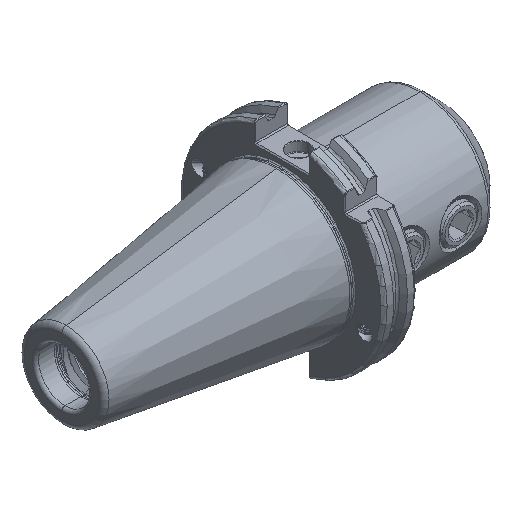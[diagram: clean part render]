
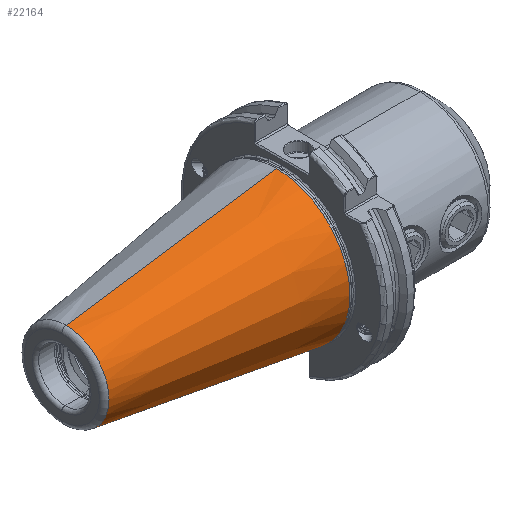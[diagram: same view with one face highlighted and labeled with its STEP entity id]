
A CAD part, isometric view. The second image highlights one B-rep face of the part: STEP entity #22164.
In plain terms, the highlighted conical face has half-angle 8.297 degrees and reference radius 35.392 mm.
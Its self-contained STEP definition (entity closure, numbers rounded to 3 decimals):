
#689 = EDGE_LOOP ( 'NONE', ( #35329, #35247, #35248, #35249, #35267 ) ) ;
#937 = LINE ( 'NONE', #36376, #967 ) ;
#960 = CIRCLE ( 'NONE', #1427, 35.027 ) ;
#967 = VECTOR ( 'NONE', #36357, 1000. ) ;
#1055 = CIRCLE ( 'NONE', #1440, 20.399 ) ;
#1072 = CIRCLE ( 'NONE', #1417, 35.027 ) ;
#1387 = EDGE_CURVE ( 'NONE', #14736, #14708, #960, .T. ) ;
#1393 = EDGE_CURVE ( 'NONE', #14668, #14701, #937, .T. ) ;
#1417 = AXIS2_PLACEMENT_3D ( 'NONE', #33848, #33809, #33829 ) ;
#1427 = AXIS2_PLACEMENT_3D ( 'NONE', #36351, #36378, #36353 ) ;
#1440 = AXIS2_PLACEMENT_3D ( 'NONE', #33994, #33982, #33984 ) ;
#1874 = DIRECTION ( 'NONE',  ( 0.99, 0., 0.144 ) ) ;
#1902 = VECTOR ( 'NONE', #1874, 1000. ) ;
#1925 = LINE ( 'NONE', #1926, #1902 ) ;
#1926 = CARTESIAN_POINT ( 'NONE',  ( 0., 0., 35.392 ) ) ;
#3371 = AXIS2_PLACEMENT_3D ( 'NONE', #25082, #25059, #25073 ) ;
#14668 = VERTEX_POINT ( 'NONE', #36512 ) ;
#14682 = VERTEX_POINT ( 'NONE', #36504 ) ;
#14701 = VERTEX_POINT ( 'NONE', #36569 ) ;
#14708 = VERTEX_POINT ( 'NONE', #36564 ) ;
#14736 = VERTEX_POINT ( 'NONE', #35408 ) ;
#15252 = EDGE_CURVE ( 'NONE', #14708, #14701, #1072, .T. ) ;
#15268 = EDGE_CURVE ( 'NONE', #14682, #14668, #1055, .T. ) ;
#22164 = ADVANCED_FACE ( 'NONE', ( #29310 ), #29321, .T. ) ;
#25059 = DIRECTION ( 'NONE',  ( 1., 0., 0. ) ) ;
#25073 = DIRECTION ( 'NONE',  ( 0., 0., -1. ) ) ;
#25082 = CARTESIAN_POINT ( 'NONE',  ( 0., 0., 0. ) ) ;
#29310 = FACE_OUTER_BOUND ( 'NONE', #689, .T. ) ;
#29321 = CONICAL_SURFACE ( 'NONE', #3371, 35.392, 0.145 ) ;
#31751 = EDGE_CURVE ( 'NONE', #14682, #14736, #1925, .T. ) ;
#33809 = DIRECTION ( 'NONE',  ( 1., 0., 0. ) ) ;
#33829 = DIRECTION ( 'NONE',  ( 0., 1., 0. ) ) ;
#33848 = CARTESIAN_POINT ( 'NONE',  ( -2.5, 0., 0. ) ) ;
#33982 = DIRECTION ( 'NONE',  ( 1., 0., 0. ) ) ;
#33984 = DIRECTION ( 'NONE',  ( 0., 0., 1. ) ) ;
#33994 = CARTESIAN_POINT ( 'NONE',  ( -102.811, 0., 0. ) ) ;
#35247 = ORIENTED_EDGE ( 'NONE', *, *, #15268, .T. ) ;
#35248 = ORIENTED_EDGE ( 'NONE', *, *, #1393, .T. ) ;
#35249 = ORIENTED_EDGE ( 'NONE', *, *, #15252, .F. ) ;
#35267 = ORIENTED_EDGE ( 'NONE', *, *, #1387, .F. ) ;
#35329 = ORIENTED_EDGE ( 'NONE', *, *, #31751, .F. ) ;
#35408 = CARTESIAN_POINT ( 'NONE',  ( -2.5, 0., 35.027 ) ) ;
#36351 = CARTESIAN_POINT ( 'NONE',  ( -2.5, 0., 0. ) ) ;
#36353 = DIRECTION ( 'NONE',  ( 0., 1., 0. ) ) ;
#36357 = DIRECTION ( 'NONE',  ( 0.99, 0., -0.144 ) ) ;
#36376 = CARTESIAN_POINT ( 'NONE',  ( 0., 0., -35.392 ) ) ;
#36378 = DIRECTION ( 'NONE',  ( 1., 0., 0. ) ) ;
#36504 = CARTESIAN_POINT ( 'NONE',  ( -102.811, 0., 20.399 ) ) ;
#36512 = CARTESIAN_POINT ( 'NONE',  ( -102.811, 0., -20.399 ) ) ;
#36564 = CARTESIAN_POINT ( 'NONE',  ( -2.5, -35.027, 0. ) ) ;
#36569 = CARTESIAN_POINT ( 'NONE',  ( -2.5, 0., -35.027 ) ) ;
